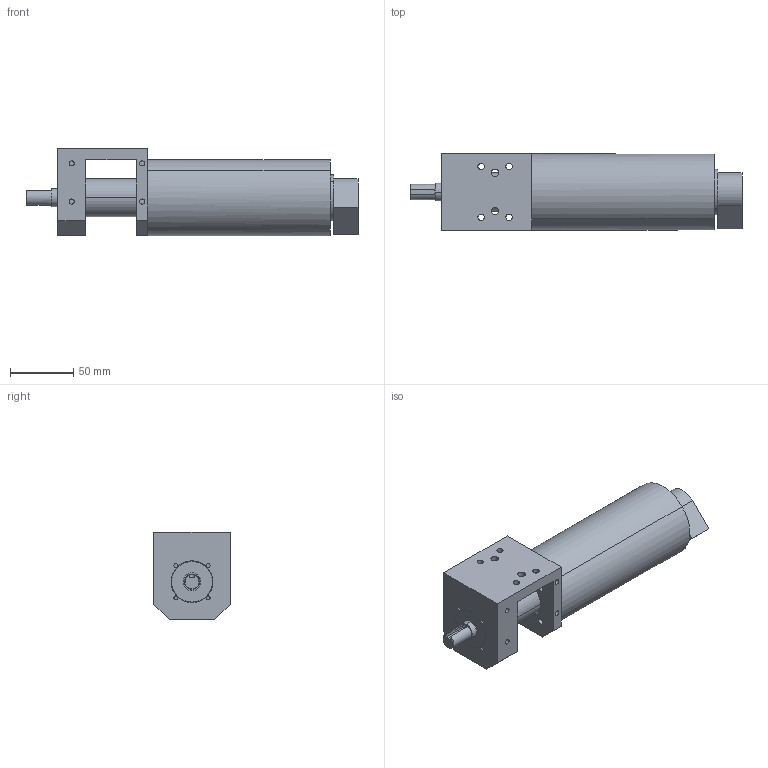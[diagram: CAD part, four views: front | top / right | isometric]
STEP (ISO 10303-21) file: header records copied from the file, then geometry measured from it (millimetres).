
FILE_DESCRIPTION((''),'2;1');
FILE_NAME('MD60謫郪耀輸_ASM','2020-10-15T',('Administrator'),(''),'PRO/ENGINEER BY PARAMETRIC TECHNOLOGY CORPORATION, 2012480','PRO/ENGINEER BY PARAMETRIC TECHNOLOGY CORPORATION, 2012480','');
FILE_SCHEMA(('CONFIG_CONTROL_DESIGN'));
Length unit declared in the file: millimetre
Products named in the file (2): _MD60謫郪耀輸; MD60謫郪耀輸_ASM
Assembly tree (1 placements, depth 2):
  MD60謫郪耀輸_ASM
    _MD60謫郪耀輸
Bounding box: 261.5 x 60 x 69 mm (x, y, z)
Volume: 597330.8 mm3; surface area: 70113.4 mm2
Topology: 1 solids, 1 shells, 139 faces, 353 edges, 234 vertices
Faces by surface type: cylinder 72, plane 63, cone 4
Entity records: 4405 total; most frequent: DIRECTION 806, CARTESIAN_POINT 774, ORIENTED_EDGE 706, EDGE_CURVE 353, AXIS2_PLACEMENT_3D 318, VERTEX_POINT 234, CIRCLE 176, EDGE_LOOP 175
